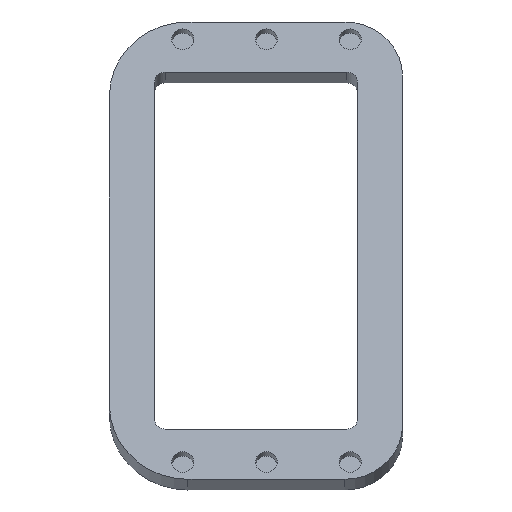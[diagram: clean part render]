
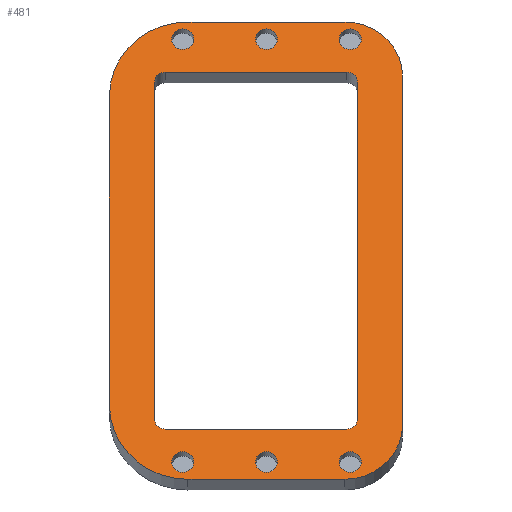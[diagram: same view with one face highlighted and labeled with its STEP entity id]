
A CAD part, front view. The second image highlights one B-rep face of the part: STEP entity #481.
In plain terms, the highlighted planar face has unit normal (0, -0.94, 0.342).
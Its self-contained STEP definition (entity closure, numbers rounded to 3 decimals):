
#15=FACE_BOUND('',#84,.T.);
#16=FACE_BOUND('',#85,.T.);
#17=FACE_BOUND('',#86,.T.);
#18=FACE_BOUND('',#87,.T.);
#19=FACE_BOUND('',#88,.T.);
#20=FACE_BOUND('',#89,.T.);
#21=FACE_BOUND('',#90,.T.);
#30=PLANE('',#539);
#53=FACE_OUTER_BOUND('',#83,.T.);
#83=EDGE_LOOP('',(#359,#360,#361,#362,#363,#364,#365,#366));
#84=EDGE_LOOP('',(#367));
#85=EDGE_LOOP('',(#368));
#86=EDGE_LOOP('',(#369));
#87=EDGE_LOOP('',(#370));
#88=EDGE_LOOP('',(#371));
#89=EDGE_LOOP('',(#372));
#90=EDGE_LOOP('',(#373,#374,#375,#376,#377,#378,#379,#380));
#117=LINE('',#782,#155);
#118=LINE('',#787,#156);
#119=LINE('',#791,#157);
#120=LINE('',#794,#158);
#121=LINE('',#799,#159);
#122=LINE('',#803,#160);
#123=LINE('',#807,#161);
#124=LINE('',#810,#162);
#155=VECTOR('',#637,10.);
#156=VECTOR('',#642,10.);
#157=VECTOR('',#645,10.);
#158=VECTOR('',#648,10.);
#159=VECTOR('',#651,10.);
#160=VECTOR('',#654,10.);
#161=VECTOR('',#657,10.);
#162=VECTOR('',#660,10.);
#183=CIRCLE('',#512,1.05);
#185=CIRCLE('',#516,1.05);
#187=CIRCLE('',#520,1.05);
#189=CIRCLE('',#524,1.05);
#191=CIRCLE('',#528,1.05);
#193=CIRCLE('',#532,1.05);
#195=CIRCLE('',#536,5.5);
#197=CIRCLE('',#540,5.5);
#198=CIRCLE('',#541,7.5);
#199=CIRCLE('',#542,7.5);
#200=CIRCLE('',#543,1.);
#201=CIRCLE('',#544,1.);
#202=CIRCLE('',#545,1.);
#203=CIRCLE('',#546,1.);
#211=VERTEX_POINT('',#727);
#213=VERTEX_POINT('',#734);
#215=VERTEX_POINT('',#741);
#217=VERTEX_POINT('',#748);
#219=VERTEX_POINT('',#755);
#221=VERTEX_POINT('',#762);
#223=VERTEX_POINT('',#769);
#224=VERTEX_POINT('',#770);
#228=VERTEX_POINT('',#780);
#229=VERTEX_POINT('',#784);
#230=VERTEX_POINT('',#786);
#231=VERTEX_POINT('',#788);
#232=VERTEX_POINT('',#790);
#233=VERTEX_POINT('',#792);
#234=VERTEX_POINT('',#795);
#235=VERTEX_POINT('',#796);
#236=VERTEX_POINT('',#798);
#237=VERTEX_POINT('',#800);
#238=VERTEX_POINT('',#802);
#239=VERTEX_POINT('',#804);
#240=VERTEX_POINT('',#806);
#241=VERTEX_POINT('',#808);
#255=EDGE_CURVE('',#211,#211,#183,.T.);
#258=EDGE_CURVE('',#213,#213,#185,.T.);
#261=EDGE_CURVE('',#215,#215,#187,.T.);
#264=EDGE_CURVE('',#217,#217,#189,.T.);
#267=EDGE_CURVE('',#219,#219,#191,.T.);
#270=EDGE_CURVE('',#221,#221,#193,.T.);
#273=EDGE_CURVE('',#223,#224,#195,.T.);
#279=EDGE_CURVE('',#224,#228,#117,.F.);
#280=EDGE_CURVE('',#228,#229,#197,.T.);
#281=EDGE_CURVE('',#229,#230,#118,.F.);
#282=EDGE_CURVE('',#230,#231,#198,.T.);
#283=EDGE_CURVE('',#231,#232,#119,.F.);
#284=EDGE_CURVE('',#232,#233,#199,.T.);
#285=EDGE_CURVE('',#233,#223,#120,.F.);
#286=EDGE_CURVE('',#234,#235,#200,.T.);
#287=EDGE_CURVE('',#235,#236,#121,.T.);
#288=EDGE_CURVE('',#236,#237,#201,.T.);
#289=EDGE_CURVE('',#237,#238,#122,.T.);
#290=EDGE_CURVE('',#238,#239,#202,.T.);
#291=EDGE_CURVE('',#239,#240,#123,.T.);
#292=EDGE_CURVE('',#240,#241,#203,.T.);
#293=EDGE_CURVE('',#241,#234,#124,.T.);
#359=ORIENTED_EDGE('',*,*,#273,.T.);
#360=ORIENTED_EDGE('',*,*,#279,.T.);
#361=ORIENTED_EDGE('',*,*,#280,.T.);
#362=ORIENTED_EDGE('',*,*,#281,.T.);
#363=ORIENTED_EDGE('',*,*,#282,.T.);
#364=ORIENTED_EDGE('',*,*,#283,.T.);
#365=ORIENTED_EDGE('',*,*,#284,.T.);
#366=ORIENTED_EDGE('',*,*,#285,.T.);
#367=ORIENTED_EDGE('',*,*,#255,.F.);
#368=ORIENTED_EDGE('',*,*,#258,.F.);
#369=ORIENTED_EDGE('',*,*,#261,.F.);
#370=ORIENTED_EDGE('',*,*,#264,.F.);
#371=ORIENTED_EDGE('',*,*,#267,.F.);
#372=ORIENTED_EDGE('',*,*,#270,.F.);
#373=ORIENTED_EDGE('',*,*,#286,.T.);
#374=ORIENTED_EDGE('',*,*,#287,.T.);
#375=ORIENTED_EDGE('',*,*,#288,.T.);
#376=ORIENTED_EDGE('',*,*,#289,.T.);
#377=ORIENTED_EDGE('',*,*,#290,.T.);
#378=ORIENTED_EDGE('',*,*,#291,.T.);
#379=ORIENTED_EDGE('',*,*,#292,.T.);
#380=ORIENTED_EDGE('',*,*,#293,.T.);
#481=ADVANCED_FACE('',(#53,#15,#16,#17,#18,#19,#20,#21),#30,.T.);
#512=AXIS2_PLACEMENT_3D('',#728,#573,#574);
#516=AXIS2_PLACEMENT_3D('',#735,#582,#583);
#520=AXIS2_PLACEMENT_3D('',#742,#591,#592);
#524=AXIS2_PLACEMENT_3D('',#749,#600,#601);
#528=AXIS2_PLACEMENT_3D('',#756,#609,#610);
#532=AXIS2_PLACEMENT_3D('',#763,#618,#619);
#536=AXIS2_PLACEMENT_3D('',#771,#627,#628);
#539=AXIS2_PLACEMENT_3D('',#783,#638,#639);
#540=AXIS2_PLACEMENT_3D('',#785,#640,#641);
#541=AXIS2_PLACEMENT_3D('',#789,#643,#644);
#542=AXIS2_PLACEMENT_3D('',#793,#646,#647);
#543=AXIS2_PLACEMENT_3D('',#797,#649,#650);
#544=AXIS2_PLACEMENT_3D('',#801,#652,#653);
#545=AXIS2_PLACEMENT_3D('',#805,#655,#656);
#546=AXIS2_PLACEMENT_3D('',#809,#658,#659);
#573=DIRECTION('center_axis',(0.,-0.94,0.342));
#574=DIRECTION('ref_axis',(0.,0.342,0.94));
#582=DIRECTION('center_axis',(0.,-0.94,0.342));
#583=DIRECTION('ref_axis',(0.,0.342,0.94));
#591=DIRECTION('center_axis',(0.,-0.94,0.342));
#592=DIRECTION('ref_axis',(0.,0.342,0.94));
#600=DIRECTION('center_axis',(0.,-0.94,0.342));
#601=DIRECTION('ref_axis',(0.,0.342,0.94));
#609=DIRECTION('center_axis',(0.,-0.94,0.342));
#610=DIRECTION('ref_axis',(0.,0.342,0.94));
#618=DIRECTION('center_axis',(0.,-0.94,0.342));
#619=DIRECTION('ref_axis',(0.,0.342,0.94));
#627=DIRECTION('center_axis',(0.,-0.94,0.342));
#628=DIRECTION('ref_axis',(0.707,-0.242,-0.664));
#637=DIRECTION('',(0.,-0.342,-0.94));
#638=DIRECTION('center_axis',(0.,-0.94,0.342));
#639=DIRECTION('ref_axis',(0.,-0.342,-0.94));
#640=DIRECTION('center_axis',(0.,-0.94,0.342));
#641=DIRECTION('ref_axis',(0.707,0.242,0.664));
#642=DIRECTION('',(1.,0.,0.));
#643=DIRECTION('center_axis',(0.,-0.94,0.342));
#644=DIRECTION('ref_axis',(-0.707,0.242,0.664));
#645=DIRECTION('',(0.,0.342,0.94));
#646=DIRECTION('center_axis',(0.,-0.94,0.342));
#647=DIRECTION('ref_axis',(-0.707,-0.242,-0.664));
#648=DIRECTION('',(-1.,0.,0.));
#649=DIRECTION('center_axis',(0.,0.94,-0.342));
#650=DIRECTION('ref_axis',(-1.,0.,0.));
#651=DIRECTION('',(0.,0.342,0.94));
#652=DIRECTION('center_axis',(0.,0.94,-0.342));
#653=DIRECTION('ref_axis',(0.,0.342,0.94));
#654=DIRECTION('',(1.,0.,0.));
#655=DIRECTION('center_axis',(0.,0.94,-0.342));
#656=DIRECTION('ref_axis',(1.,0.,0.));
#657=DIRECTION('',(0.,-0.342,-0.94));
#658=DIRECTION('center_axis',(0.,0.94,-0.342));
#659=DIRECTION('ref_axis',(0.,-0.342,-0.94));
#660=DIRECTION('',(-1.,0.,0.));
#727=CARTESIAN_POINT('',(64.5,31.125,255.526));
#728=CARTESIAN_POINT('Origin',(64.5,31.484,256.512));
#734=CARTESIAN_POINT('',(56.5,45.831,295.932));
#735=CARTESIAN_POINT('Origin',(56.5,46.191,296.919));
#741=CARTESIAN_POINT('',(72.5,45.831,295.932));
#742=CARTESIAN_POINT('Origin',(72.5,46.191,296.919));
#748=CARTESIAN_POINT('',(64.5,45.831,295.932));
#749=CARTESIAN_POINT('Origin',(64.5,46.191,296.919));
#755=CARTESIAN_POINT('',(72.5,31.125,255.526));
#756=CARTESIAN_POINT('Origin',(72.5,31.484,256.512));
#762=CARTESIAN_POINT('',(56.5,31.125,255.526));
#763=CARTESIAN_POINT('Origin',(56.5,31.484,256.512));
#769=CARTESIAN_POINT('',(72.,30.885,254.868));
#770=CARTESIAN_POINT('',(77.5,32.766,260.036));
#771=CARTESIAN_POINT('Origin',(72.,32.766,260.036));
#780=CARTESIAN_POINT('',(77.5,44.908,293.395));
#782=CARTESIAN_POINT('',(77.5,35.631,267.906));
#783=CARTESIAN_POINT('Origin',(63.5,38.837,276.716));
#784=CARTESIAN_POINT('',(72.,46.789,298.563));
#785=CARTESIAN_POINT('Origin',(72.,44.908,293.395));
#786=CARTESIAN_POINT('',(57.,46.789,298.563));
#787=CARTESIAN_POINT('',(68.25,46.789,298.563));
#788=CARTESIAN_POINT('',(49.5,44.224,291.516));
#789=CARTESIAN_POINT('Origin',(57.,44.224,291.516));
#790=CARTESIAN_POINT('',(49.5,33.45,261.915));
#791=CARTESIAN_POINT('',(49.5,36.79,271.091));
#792=CARTESIAN_POINT('',(57.,30.885,254.868));
#793=CARTESIAN_POINT('Origin',(57.,33.45,261.915));
#794=CARTESIAN_POINT('',(59.75,30.885,254.868));
#795=CARTESIAN_POINT('',(54.805,32.633,259.67));
#796=CARTESIAN_POINT('',(53.805,32.975,260.609));
#797=CARTESIAN_POINT('Origin',(54.805,32.975,260.609));
#798=CARTESIAN_POINT('',(53.805,44.699,292.822));
#799=CARTESIAN_POINT('',(53.805,32.975,260.609));
#800=CARTESIAN_POINT('',(54.805,45.041,293.762));
#801=CARTESIAN_POINT('Origin',(54.805,44.699,292.822));
#802=CARTESIAN_POINT('',(72.195,45.041,293.762));
#803=CARTESIAN_POINT('',(54.805,45.041,293.762));
#804=CARTESIAN_POINT('',(73.195,44.699,292.822));
#805=CARTESIAN_POINT('Origin',(72.195,44.699,292.822));
#806=CARTESIAN_POINT('',(73.195,32.975,260.609));
#807=CARTESIAN_POINT('',(73.195,44.699,292.822));
#808=CARTESIAN_POINT('',(72.195,32.633,259.67));
#809=CARTESIAN_POINT('Origin',(72.195,32.975,260.609));
#810=CARTESIAN_POINT('',(72.195,32.633,259.67));
